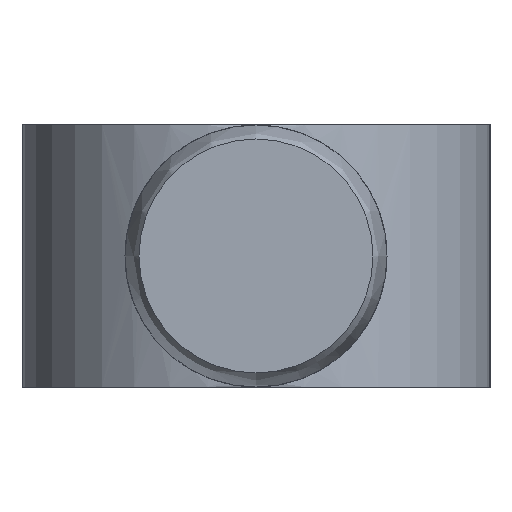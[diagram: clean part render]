
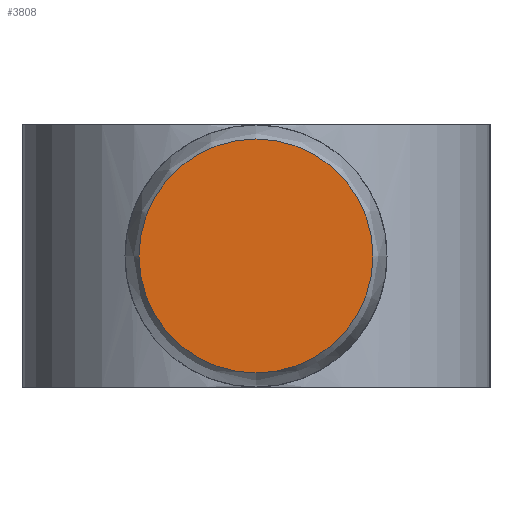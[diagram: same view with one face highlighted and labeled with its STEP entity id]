
A CAD part, left-side view. The second image highlights one B-rep face of the part: STEP entity #3808.
In plain terms, the highlighted planar face has unit normal (-1, 0, 0).
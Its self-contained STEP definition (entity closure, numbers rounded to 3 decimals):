
#965=PLANE($,#4049);
#1147=FACE_OUTER_BOUND($,#1381,.T.);
#1381=EDGE_LOOP($,(#2679));
#1677=CIRCLE($,#4048,6.25);
#1735=VERTEX_POINT($,#4919);
#2121=EDGE_CURVE($,#1735,#1735,#1677,.T.);
#2679=ORIENTED_EDGE($,*,*,#2121,.F.);
#3808=ADVANCED_FACE($,(#1147),#965,.F.);
#4048=AXIS2_PLACEMENT_3D($,#4920,#4245,#4246);
#4049=AXIS2_PLACEMENT_3D($,#4921,#4247,#4248);
#4245=DIRECTION('center_axis',(1.,0.,0.));
#4246=DIRECTION('ref_axis',(0.,0.,-1.));
#4247=DIRECTION('center_axis',(1.,0.,0.));
#4248=DIRECTION('ref_axis',(0.,0.,-1.));
#4919=CARTESIAN_POINT('',(-109.75,0.,6.25));
#4920=CARTESIAN_POINT('Origin',(-109.75,0.,0.));
#4921=CARTESIAN_POINT('Origin',(-109.75,0.,0.));
